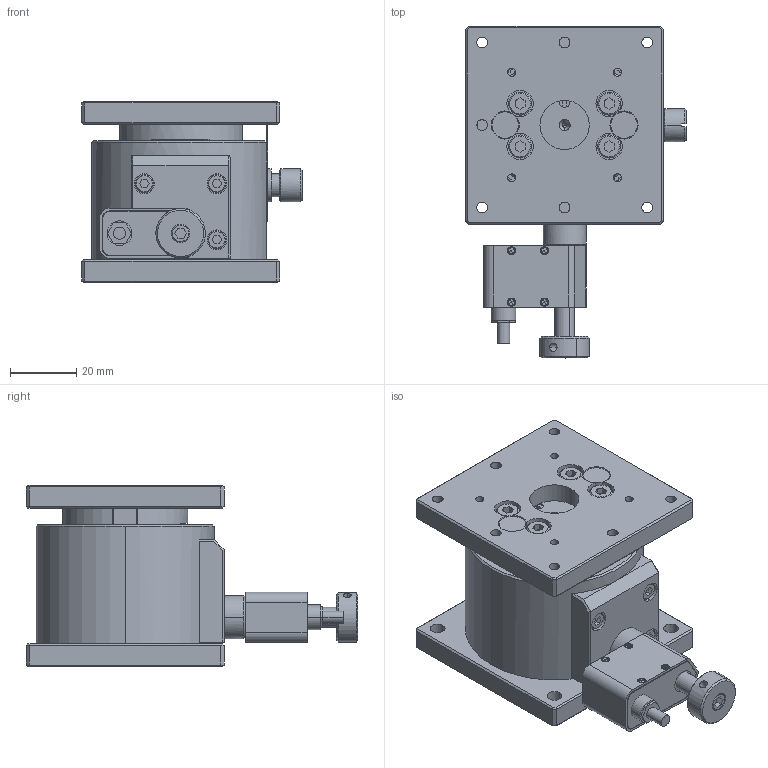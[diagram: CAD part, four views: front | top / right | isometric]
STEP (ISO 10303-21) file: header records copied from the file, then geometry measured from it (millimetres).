
FILE_DESCRIPTION (( 'STEP AP203' ), '1' );
FILE_NAME ('MTPAM-TSD-603.STEP', '2024-09-18T04:36:29', ( '' ), ( '' ), 'SwSTEP 2.0', 'SolidWorks 2013', '' );
FILE_SCHEMA (( 'CONFIG_CONTROL_DESIGN' ));
Length unit declared in the file: millimetre
Products named in the file (7): PAM6-13-2_蹬怮椔; PAM6-13 Temp; TSD-603-C1B-S07-1; TSD-603-C1B-S08-1; PAM6-13-1; MTPAM-X01-1-240123_TSD-603　本体-1; MTPAM-TSD-603
Assembly tree (6 placements, depth 3):
  MTPAM-TSD-603
    MTPAM-X01-1-240123_TSD-603　本体-1
      TSD-603-C1B-S07-1
      TSD-603-C1B-S08-1
    PAM6-13 Temp
      PAM6-13-2_蹬怮椔
      PAM6-13-1
Bounding box: 66.9 x 100.5 x 55 mm (x, y, z)
Volume: 43808.6 mm3; surface area: 53793.7 mm2
Topology: 1 solids, 55 shells, 1207 faces, 2993 edges, 1901 vertices
Faces by surface type: plane 583, cylinder 444, cone 171, bspline 7, torus 2
Entity records: 38896 total; most frequent: CARTESIAN_POINT 9202, DIRECTION 6174, ORIENTED_EDGE 5794, EDGE_CURVE 2959, AXIS2_PLACEMENT_3D 2283, VERTEX_POINT 1901, LINE 1608, VECTOR 1608
